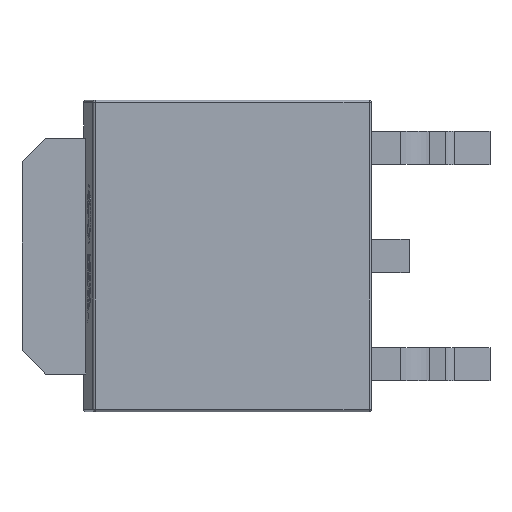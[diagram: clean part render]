
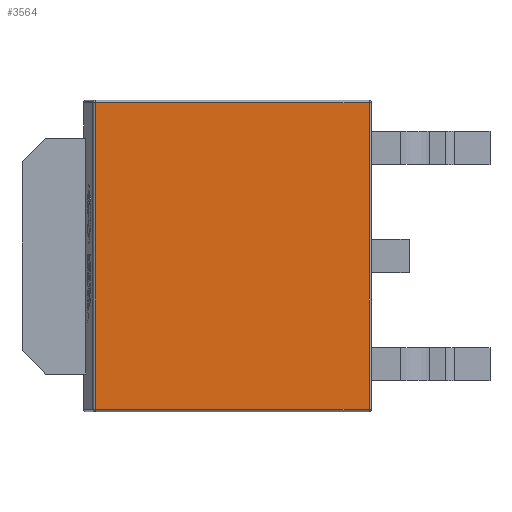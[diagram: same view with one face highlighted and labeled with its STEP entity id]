
A CAD part, top view. The second image highlights one B-rep face of the part: STEP entity #3564.
In plain terms, the highlighted planar face has unit normal (0, 0, 1).
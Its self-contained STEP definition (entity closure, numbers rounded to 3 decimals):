
#97 = VERTEX_POINT ( 'NONE', #2005 ) ;
#363 = EDGE_CURVE ( 'NONE', #6911, #3852, #9328, .T. ) ;
#636 = VERTEX_POINT ( 'NONE', #1509 ) ;
#909 = CARTESIAN_POINT ( 'NONE',  ( 1.396, 3.25, 2.3 ) ) ;
#1144 = VECTOR ( 'NONE', #4736, 1000. ) ;
#1410 = DIRECTION ( 'NONE',  ( 1., 0., 0. ) ) ;
#1413 = EDGE_CURVE ( 'NONE', #97, #636, #9639, .T. ) ;
#1509 = CARTESIAN_POINT ( 'NONE',  ( -4.407, -3.25, 2.3 ) ) ;
#1744 = CARTESIAN_POINT ( 'NONE',  ( -4.452, 3.25, 2.3 ) ) ;
#1755 = AXIS2_PLACEMENT_3D ( 'NONE', #2168, #3928, #1410 ) ;
#2005 = CARTESIAN_POINT ( 'NONE',  ( -4.407, 3.25, 2.3 ) ) ;
#2168 = CARTESIAN_POINT ( 'NONE',  ( 3.946, -2.3, 2.3 ) ) ;
#3259 = VECTOR ( 'NONE', #10101, 1000. ) ;
#3564 = ADVANCED_FACE ( 'NONE', ( #6413 ), #5581, .T. ) ;
#3620 = VECTOR ( 'NONE', #9629, 1000. ) ;
#3852 = VERTEX_POINT ( 'NONE', #909 ) ;
#3928 = DIRECTION ( 'NONE',  ( 0., 0., 1. ) ) ;
#4613 = LINE ( 'NONE', #4672, #3620 ) ;
#4672 = CARTESIAN_POINT ( 'NONE',  ( 1.446, -3.25, 2.3 ) ) ;
#4736 = DIRECTION ( 'NONE',  ( 0., -1., 0. ) ) ;
#5080 = CARTESIAN_POINT ( 'NONE',  ( 1.396, 3.3, 2.3 ) ) ;
#5090 = DIRECTION ( 'NONE',  ( -1., 0., 0. ) ) ;
#5102 = EDGE_CURVE ( 'NONE', #3852, #97, #5924, .T. ) ;
#5506 = CARTESIAN_POINT ( 'NONE',  ( -4.407, -3.3, 2.3 ) ) ;
#5581 = PLANE ( 'NONE',  #1755 ) ;
#5636 = CARTESIAN_POINT ( 'NONE',  ( 1.396, -3.25, 2.3 ) ) ;
#5924 = LINE ( 'NONE', #1744, #10659 ) ;
#6413 = FACE_OUTER_BOUND ( 'NONE', #10498, .T. ) ;
#6911 = VERTEX_POINT ( 'NONE', #5636 ) ;
#7290 = ORIENTED_EDGE ( 'NONE', *, *, #363, .T. ) ;
#7478 = EDGE_CURVE ( 'NONE', #636, #6911, #4613, .T. ) ;
#8949 = ORIENTED_EDGE ( 'NONE', *, *, #5102, .T. ) ;
#9328 = LINE ( 'NONE', #5080, #3259 ) ;
#9393 = ORIENTED_EDGE ( 'NONE', *, *, #7478, .T. ) ;
#9629 = DIRECTION ( 'NONE',  ( 1., 0., 0. ) ) ;
#9639 = LINE ( 'NONE', #5506, #1144 ) ;
#10101 = DIRECTION ( 'NONE',  ( 0., 1., 0. ) ) ;
#10498 = EDGE_LOOP ( 'NONE', ( #9393, #7290, #8949, #10590 ) ) ;
#10590 = ORIENTED_EDGE ( 'NONE', *, *, #1413, .T. ) ;
#10659 = VECTOR ( 'NONE', #5090, 1000. ) ;
